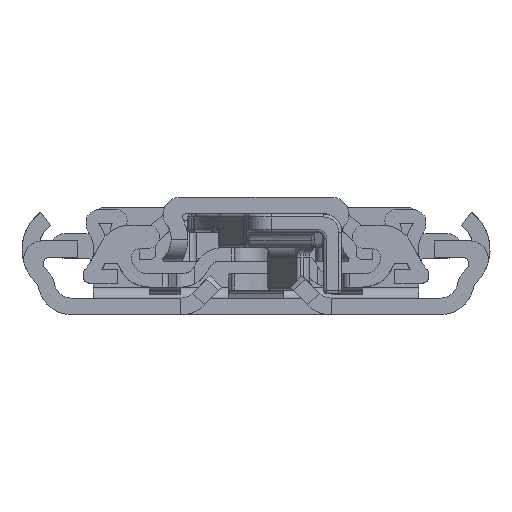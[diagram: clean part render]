
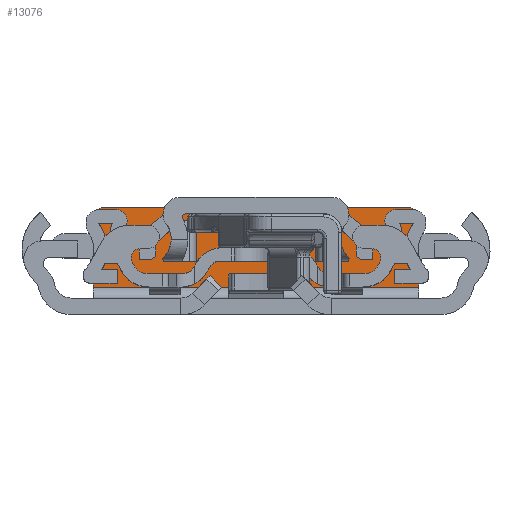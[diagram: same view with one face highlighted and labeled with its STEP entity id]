
A CAD part, front view. The second image highlights one B-rep face of the part: STEP entity #13076.
In plain terms, the highlighted planar face has unit normal (0, -1, 0).
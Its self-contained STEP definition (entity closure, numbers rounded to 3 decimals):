
#837=FACE_OUTER_BOUND('',#1607,.T.);
#1607=EDGE_LOOP('',(#8919,#8920,#8921,#8922,#8923,#8924));
#2468=LINE('',#19954,#3542);
#2471=LINE('',#19962,#3545);
#2472=LINE('',#19966,#3546);
#2473=LINE('',#19967,#3547);
#3542=VECTOR('',#15814,10.);
#3545=VECTOR('',#15823,10.);
#3546=VECTOR('',#15826,10.);
#3547=VECTOR('',#15827,10.);
#4583=CIRCLE('',#14059,2.);
#4586=CIRCLE('',#14064,2.);
#5421=VERTEX_POINT('',#19947);
#5422=VERTEX_POINT('',#19949);
#5423=VERTEX_POINT('',#19953);
#5425=VERTEX_POINT('',#19961);
#5426=VERTEX_POINT('',#19963);
#5427=VERTEX_POINT('',#19965);
#6762=EDGE_CURVE('',#5421,#5422,#4583,.T.);
#6764=EDGE_CURVE('',#5423,#5422,#2468,.T.);
#6769=EDGE_CURVE('',#5425,#5421,#2471,.T.);
#6770=EDGE_CURVE('',#5426,#5425,#4586,.T.);
#6771=EDGE_CURVE('',#5426,#5427,#2472,.T.);
#6772=EDGE_CURVE('',#5427,#5423,#2473,.T.);
#8919=ORIENTED_EDGE('',*,*,#6762,.F.);
#8920=ORIENTED_EDGE('',*,*,#6769,.F.);
#8921=ORIENTED_EDGE('',*,*,#6770,.F.);
#8922=ORIENTED_EDGE('',*,*,#6771,.T.);
#8923=ORIENTED_EDGE('',*,*,#6772,.T.);
#8924=ORIENTED_EDGE('',*,*,#6764,.T.);
#12761=PLANE('',#14063);
#13076=ADVANCED_FACE('',(#837),#12761,.T.);
#14059=AXIS2_PLACEMENT_3D('',#19950,#15809,#15810);
#14063=AXIS2_PLACEMENT_3D('',#19960,#15821,#15822);
#14064=AXIS2_PLACEMENT_3D('',#19964,#15824,#15825);
#15809=DIRECTION('center_axis',(0.,1.,0.));
#15810=DIRECTION('ref_axis',(0.707,0.,0.707));
#15814=DIRECTION('',(0.,0.,1.));
#15821=DIRECTION('center_axis',(0.,-1.,0.));
#15822=DIRECTION('ref_axis',(0.,0.,-1.));
#15823=DIRECTION('',(1.,0.,0.));
#15824=DIRECTION('center_axis',(0.,1.,0.));
#15825=DIRECTION('ref_axis',(-0.707,0.,0.707));
#15826=DIRECTION('',(0.,0.,-1.));
#15827=DIRECTION('',(1.,0.,0.));
#19947=CARTESIAN_POINT('',(24.5,397.3,17.5));
#19949=CARTESIAN_POINT('',(26.5,397.3,15.5));
#19950=CARTESIAN_POINT('Origin',(24.5,397.3,15.5));
#19953=CARTESIAN_POINT('',(26.5,397.3,4.5));
#19954=CARTESIAN_POINT('',(26.5,397.3,17.5));
#19960=CARTESIAN_POINT('Origin',(0.,397.3,4.5));
#19961=CARTESIAN_POINT('',(-24.5,397.3,17.5));
#19962=CARTESIAN_POINT('',(0.,397.3,17.5));
#19963=CARTESIAN_POINT('',(-26.5,397.3,15.5));
#19964=CARTESIAN_POINT('Origin',(-24.5,397.3,15.5));
#19965=CARTESIAN_POINT('',(-26.5,397.3,4.5));
#19966=CARTESIAN_POINT('',(-26.5,397.3,17.5));
#19967=CARTESIAN_POINT('',(0.,397.3,4.5));
